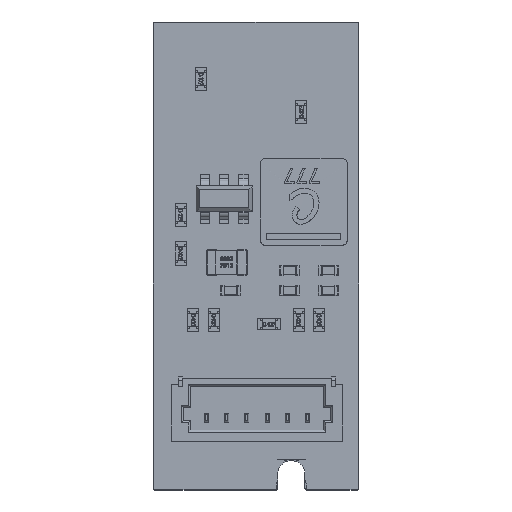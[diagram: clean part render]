
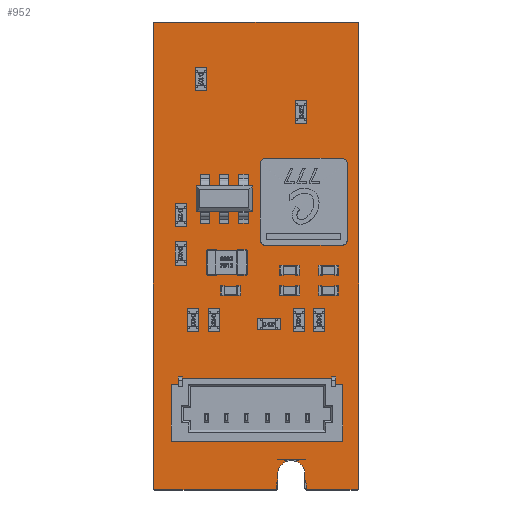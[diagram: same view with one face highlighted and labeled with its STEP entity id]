
A CAD part, top view. The second image highlights one B-rep face of the part: STEP entity #952.
In plain terms, the highlighted planar face has unit normal (0, 0, 1).
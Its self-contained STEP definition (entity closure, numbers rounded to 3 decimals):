
#157 = VERTEX_POINT('',#158);
#158 = CARTESIAN_POINT('',(0.,-0.077,0.671));
#164 = EDGE_CURVE('',#157,#165,#167,.T.);
#165 = VERTEX_POINT('',#166);
#166 = CARTESIAN_POINT('',(-0.077,0.,
    0.671));
#167 = CIRCLE('',#168,0.079);
#168 = AXIS2_PLACEMENT_3D('',#169,#170,#171);
#169 = CARTESIAN_POINT('',(0.002,0.002,
    0.671));
#170 = DIRECTION('',(0.,0.,-1.));
#171 = DIRECTION('',(-0.02,-1.,0.));
#197 = EDGE_CURVE('',#165,#198,#200,.T.);
#198 = VERTEX_POINT('',#199);
#199 = CARTESIAN_POINT('',(-0.077,10.,0.671));
#200 = LINE('',#201,#202);
#201 = CARTESIAN_POINT('',(-0.077,0.,0.671));
#202 = VECTOR('',#203,1.);
#203 = DIRECTION('',(0.,1.,0.));
#228 = EDGE_CURVE('',#198,#229,#231,.T.);
#229 = VERTEX_POINT('',#230);
#230 = CARTESIAN_POINT('',(-0.075,10.014,0.671)
  );
#231 = LINE('',#232,#233);
#232 = CARTESIAN_POINT('',(-0.077,10.,0.671));
#233 = VECTOR('',#234,1.);
#234 = DIRECTION('',(0.141,0.99,0.));
#259 = EDGE_CURVE('',#229,#260,#262,.T.);
#260 = VERTEX_POINT('',#261);
#261 = CARTESIAN_POINT('',(-0.075,23.,0.671));
#262 = LINE('',#263,#264);
#263 = CARTESIAN_POINT('',(-0.075,10.014,0.671)
  );
#264 = VECTOR('',#265,1.);
#265 = DIRECTION('',(0.,1.,0.));
#290 = EDGE_CURVE('',#260,#291,#293,.T.);
#291 = VERTEX_POINT('',#292);
#292 = CARTESIAN_POINT('',(0.,23.075,0.671)
  );
#293 = CIRCLE('',#294,0.075);
#294 = AXIS2_PLACEMENT_3D('',#295,#296,#297);
#295 = CARTESIAN_POINT('',(0.,23.,0.671)
  );
#296 = DIRECTION('',(0.,0.,-1.));
#297 = DIRECTION('',(-1.,0.002,0.));
#323 = EDGE_CURVE('',#291,#324,#326,.T.);
#324 = VERTEX_POINT('',#325);
#325 = CARTESIAN_POINT('',(10.,23.075,0.671));
#326 = LINE('',#327,#328);
#327 = CARTESIAN_POINT('',(0.,23.075,0.671));
#328 = VECTOR('',#329,1.);
#329 = DIRECTION('',(1.,0.,0.));
#354 = EDGE_CURVE('',#324,#355,#357,.T.);
#355 = VERTEX_POINT('',#356);
#356 = CARTESIAN_POINT('',(10.075,23.,0.671));
#357 = CIRCLE('',#358,0.075);
#358 = AXIS2_PLACEMENT_3D('',#359,#360,#361);
#359 = CARTESIAN_POINT('',(10.,23.,0.671));
#360 = DIRECTION('',(0.,0.,-1.));
#361 = DIRECTION('',(0.002,1.,0.));
#387 = EDGE_CURVE('',#355,#388,#390,.T.);
#388 = VERTEX_POINT('',#389);
#389 = CARTESIAN_POINT('',(10.075,10.014,0.671));
#390 = LINE('',#391,#392);
#391 = CARTESIAN_POINT('',(10.075,23.,0.671));
#392 = VECTOR('',#393,1.);
#393 = DIRECTION('',(0.,-1.,0.));
#418 = EDGE_CURVE('',#388,#419,#421,.T.);
#419 = VERTEX_POINT('',#420);
#420 = CARTESIAN_POINT('',(10.077,10.,0.671));
#421 = CIRCLE('',#422,52.96);
#422 = AXIS2_PLACEMENT_3D('',#423,#424,#425);
#423 = CARTESIAN_POINT('',(-42.352,2.518,0.671));
#424 = DIRECTION('',(0.,0.,-1.));
#425 = DIRECTION('',(0.99,0.142,0.));
#451 = EDGE_CURVE('',#419,#452,#454,.T.);
#452 = VERTEX_POINT('',#453);
#453 = CARTESIAN_POINT('',(10.077,0.,0.671)
  );
#454 = LINE('',#455,#456);
#455 = CARTESIAN_POINT('',(10.077,10.,0.671));
#456 = VECTOR('',#457,1.);
#457 = DIRECTION('',(0.,-1.,0.));
#482 = EDGE_CURVE('',#452,#483,#485,.T.);
#483 = VERTEX_POINT('',#484);
#484 = CARTESIAN_POINT('',(10.,-0.077,0.671));
#485 = CIRCLE('',#486,0.079);
#486 = AXIS2_PLACEMENT_3D('',#487,#488,#489);
#487 = CARTESIAN_POINT('',(9.998,0.002,0.671));
#488 = DIRECTION('',(0.,0.,-1.));
#489 = DIRECTION('',(1.,-0.02,0.));
#515 = EDGE_CURVE('',#483,#516,#518,.T.);
#516 = VERTEX_POINT('',#517);
#517 = CARTESIAN_POINT('',(7.5,-0.077,0.671));
#518 = LINE('',#519,#520);
#519 = CARTESIAN_POINT('',(10.,-0.077,0.671));
#520 = VECTOR('',#521,1.);
#521 = DIRECTION('',(-1.,0.,0.));
#546 = EDGE_CURVE('',#516,#547,#549,.T.);
#547 = VERTEX_POINT('',#548);
#548 = CARTESIAN_POINT('',(7.498,-0.077,0.671)
  );
#549 = CIRCLE('',#550,0.079);
#550 = AXIS2_PLACEMENT_3D('',#551,#552,#553);
#551 = CARTESIAN_POINT('',(7.502,0.002,0.671));
#552 = DIRECTION('',(0.,0.,-1.));
#553 = DIRECTION('',(-0.02,-1.,0.));
#579 = EDGE_CURVE('',#547,#580,#582,.T.);
#580 = VERTEX_POINT('',#581);
#581 = CARTESIAN_POINT('',(7.423,0.466,0.671));
#582 = CIRCLE('',#583,1.45);
#583 = AXIS2_PLACEMENT_3D('',#584,#585,#586);
#584 = CARTESIAN_POINT('',(6.05,0.,0.671));
#585 = DIRECTION('',(0.,0.,1.));
#586 = DIRECTION('',(0.,-1.,0.));
#612 = EDGE_CURVE('',#580,#613,#615,.T.);
#613 = VERTEX_POINT('',#614);
#614 = CARTESIAN_POINT('',(7.423,0.7,0.671));
#615 = LINE('',#616,#617);
#616 = CARTESIAN_POINT('',(7.423,0.,0.671));
#617 = VECTOR('',#618,1.);
#618 = DIRECTION('',(0.,1.,0.));
#643 = EDGE_CURVE('',#613,#644,#646,.T.);
#644 = VERTEX_POINT('',#645);
#645 = CARTESIAN_POINT('',(6.922,1.351,0.671));
#646 = CIRCLE('',#647,0.673);
#647 = AXIS2_PLACEMENT_3D('',#648,#649,#650);
#648 = CARTESIAN_POINT('',(6.75,0.7,0.671));
#649 = DIRECTION('',(0.,0.,1.));
#650 = DIRECTION('',(1.,0.,0.));
#678 = VERTEX_POINT('',#679);
#679 = CARTESIAN_POINT('',(7.45,1.45,0.671));
#685 = EDGE_CURVE('',#678,#644,#686,.T.);
#686 = CIRCLE('',#687,1.45);
#687 = AXIS2_PLACEMENT_3D('',#688,#689,#690);
#688 = CARTESIAN_POINT('',(7.45,0.,0.671));
#689 = DIRECTION('',(0.,0.,1.));
#690 = DIRECTION('',(0.,1.,0.));
#711 = VERTEX_POINT('',#712);
#712 = CARTESIAN_POINT('',(6.05,1.45,0.671));
#718 = EDGE_CURVE('',#711,#678,#719,.T.);
#719 = LINE('',#720,#721);
#720 = CARTESIAN_POINT('',(6.05,1.45,0.671));
#721 = VECTOR('',#722,1.);
#722 = DIRECTION('',(1.,0.,0.));
#742 = VERTEX_POINT('',#743);
#743 = CARTESIAN_POINT('',(6.578,1.351,0.671));
#749 = EDGE_CURVE('',#742,#711,#750,.T.);
#750 = CIRCLE('',#751,1.45);
#751 = AXIS2_PLACEMENT_3D('',#752,#753,#754);
#752 = CARTESIAN_POINT('',(6.05,0.,0.671));
#753 = DIRECTION('',(0.,0.,1.));
#754 = DIRECTION('',(0.,-1.,0.));
#773 = EDGE_CURVE('',#742,#774,#776,.T.);
#774 = VERTEX_POINT('',#775);
#775 = CARTESIAN_POINT('',(6.077,0.7,0.671));
#776 = CIRCLE('',#777,0.673);
#777 = AXIS2_PLACEMENT_3D('',#778,#779,#780);
#778 = CARTESIAN_POINT('',(6.75,0.7,0.671));
#779 = DIRECTION('',(0.,0.,1.));
#780 = DIRECTION('',(1.,0.,0.));
#806 = EDGE_CURVE('',#774,#807,#809,.T.);
#807 = VERTEX_POINT('',#808);
#808 = CARTESIAN_POINT('',(6.077,0.466,0.671));
#809 = LINE('',#810,#811);
#810 = CARTESIAN_POINT('',(6.077,0.7,0.671));
#811 = VECTOR('',#812,1.);
#812 = DIRECTION('',(0.,-1.,0.));
#837 = EDGE_CURVE('',#807,#838,#840,.T.);
#838 = VERTEX_POINT('',#839);
#839 = CARTESIAN_POINT('',(6.002,-0.077,0.671));
#840 = CIRCLE('',#841,1.45);
#841 = AXIS2_PLACEMENT_3D('',#842,#843,#844);
#842 = CARTESIAN_POINT('',(7.45,0.,0.671));
#843 = DIRECTION('',(0.,0.,1.));
#844 = DIRECTION('',(0.,1.,0.));
#870 = EDGE_CURVE('',#838,#871,#873,.T.);
#871 = VERTEX_POINT('',#872);
#872 = CARTESIAN_POINT('',(6.,-0.077,0.671));
#873 = CIRCLE('',#874,0.079);
#874 = AXIS2_PLACEMENT_3D('',#875,#876,#877);
#875 = CARTESIAN_POINT('',(5.998,0.002,0.671));
#876 = DIRECTION('',(0.,0.,-1.));
#877 = DIRECTION('',(1.,-0.02,0.));
#903 = EDGE_CURVE('',#871,#157,#904,.T.);
#904 = LINE('',#905,#906);
#905 = CARTESIAN_POINT('',(6.,-0.077,0.671));
#906 = VECTOR('',#907,1.);
#907 = DIRECTION('',(-1.,0.,0.));
#952 = ADVANCED_FACE('',(#953),#979,.T.);
#953 = FACE_BOUND('',#954,.T.);
#954 = EDGE_LOOP('',(#955,#956,#957,#958,#959,#960,#961,#962,#963,#964,
    #965,#966,#967,#968,#969,#970,#971,#972,#973,#974,#975,#976,#977,
    #978));
#955 = ORIENTED_EDGE('',*,*,#164,.F.);
#956 = ORIENTED_EDGE('',*,*,#903,.F.);
#957 = ORIENTED_EDGE('',*,*,#870,.F.);
#958 = ORIENTED_EDGE('',*,*,#837,.F.);
#959 = ORIENTED_EDGE('',*,*,#806,.F.);
#960 = ORIENTED_EDGE('',*,*,#773,.F.);
#961 = ORIENTED_EDGE('',*,*,#749,.T.);
#962 = ORIENTED_EDGE('',*,*,#718,.T.);
#963 = ORIENTED_EDGE('',*,*,#685,.T.);
#964 = ORIENTED_EDGE('',*,*,#643,.F.);
#965 = ORIENTED_EDGE('',*,*,#612,.F.);
#966 = ORIENTED_EDGE('',*,*,#579,.F.);
#967 = ORIENTED_EDGE('',*,*,#546,.F.);
#968 = ORIENTED_EDGE('',*,*,#515,.F.);
#969 = ORIENTED_EDGE('',*,*,#482,.F.);
#970 = ORIENTED_EDGE('',*,*,#451,.F.);
#971 = ORIENTED_EDGE('',*,*,#418,.F.);
#972 = ORIENTED_EDGE('',*,*,#387,.F.);
#973 = ORIENTED_EDGE('',*,*,#354,.F.);
#974 = ORIENTED_EDGE('',*,*,#323,.F.);
#975 = ORIENTED_EDGE('',*,*,#290,.F.);
#976 = ORIENTED_EDGE('',*,*,#259,.F.);
#977 = ORIENTED_EDGE('',*,*,#228,.F.);
#978 = ORIENTED_EDGE('',*,*,#197,.F.);
#979 = PLANE('',#980);
#980 = AXIS2_PLACEMENT_3D('',#981,#982,#983);
#981 = CARTESIAN_POINT('',(0.,-0.077,0.671));
#982 = DIRECTION('',(0.,0.,1.));
#983 = DIRECTION('',(1.,0.,0.));
